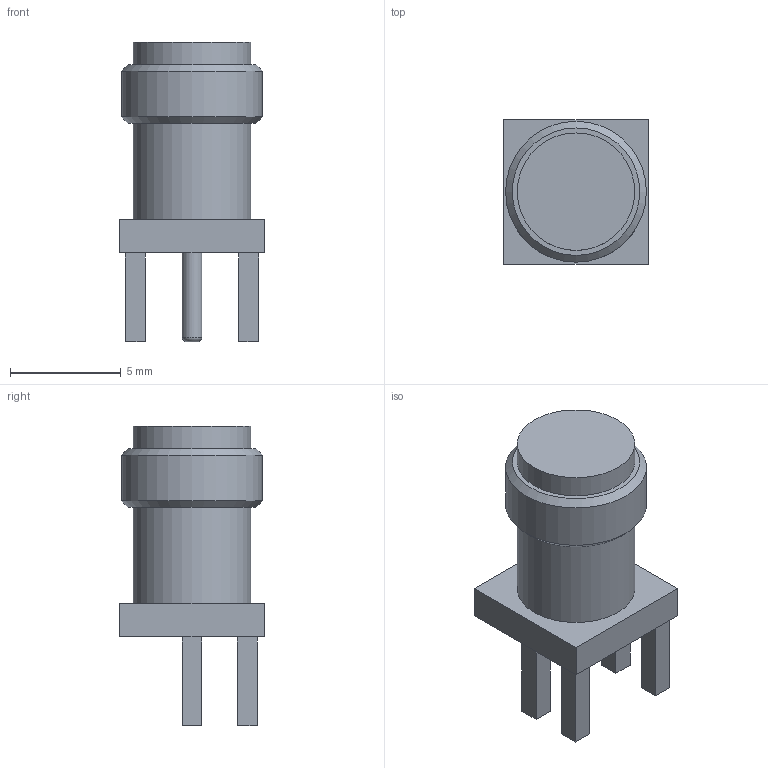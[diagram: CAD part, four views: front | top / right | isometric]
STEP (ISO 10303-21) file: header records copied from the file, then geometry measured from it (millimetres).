
FILE_DESCRIPTION(('HOOPS Exchange Step'),'2;1');
FILE_NAME('temp_export','2023-07-12T13:04:51+08:00',('nicholas'),('Shapr3D Limited'),'HOOPS Exchange 2022.2','Shapr3D','Authorized');
FILE_SCHEMA( ('AUTOMOTIVE_DESIGN { 1 0 10303 214 1 1 1 1 }') );
Length unit declared in the file: millimetre
Products named in the file (1): root
Bounding box: 6.5 x 6.5 x 13.5 mm (x, y, z)
Volume: 279.2 mm3; surface area: 346.1 mm2
Topology: 1 solids, 1 shells, 37 faces, 86 edges, 59 vertices
Faces by surface type: plane 30, cylinder 4, cone 2, torus 1
Full cylindrical faces by diameter (mm): 0.9 x1, 5.3 x2, 6.35 x1
Entity records: 1084 total; most frequent: CARTESIAN_POINT 183, DIRECTION 182, ORIENTED_EDGE 172, EDGE_CURVE 86, VECTOR 66, LINE 66, VERTEX_POINT 59, AXIS2_PLACEMENT_3D 58
